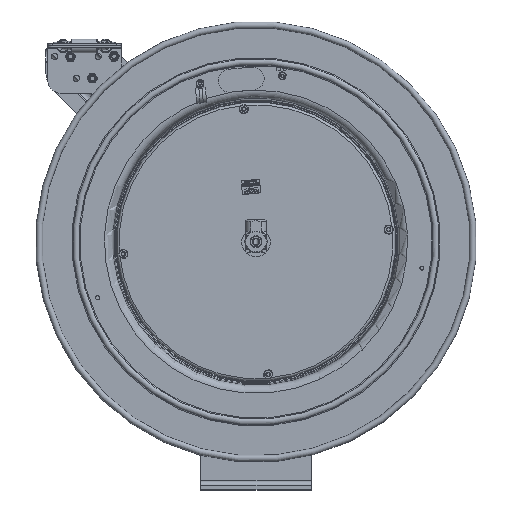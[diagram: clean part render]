
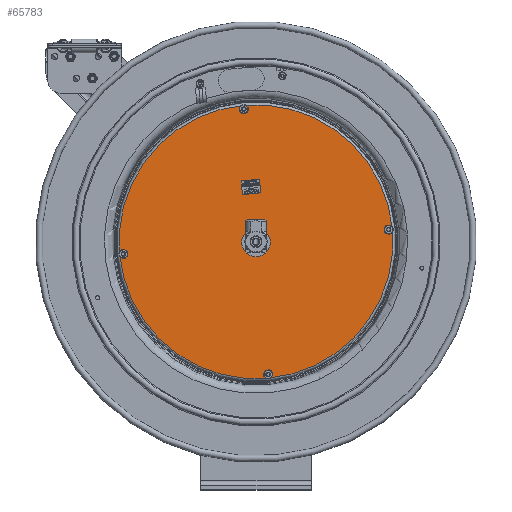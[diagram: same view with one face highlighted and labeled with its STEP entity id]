
A CAD part, top view. The second image highlights one B-rep face of the part: STEP entity #65783.
In plain terms, the highlighted planar face has unit normal (0, 0, 1).
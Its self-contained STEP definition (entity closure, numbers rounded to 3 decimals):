
#3244=FACE_BOUND('',#7559,.T.);
#3245=FACE_BOUND('',#7560,.T.);
#3246=FACE_BOUND('',#7561,.T.);
#3247=FACE_BOUND('',#7562,.T.);
#3248=FACE_BOUND('',#7563,.T.);
#3667=PLANE('',#68690);
#4999=FACE_OUTER_BOUND('',#7558,.T.);
#7558=EDGE_LOOP('',(#46159));
#7559=EDGE_LOOP('',(#46160));
#7560=EDGE_LOOP('',(#46161));
#7561=EDGE_LOOP('',(#46162));
#7562=EDGE_LOOP('',(#46163));
#7563=EDGE_LOOP('',(#46164));
#23360=CIRCLE('',#68691,7.455);
#23361=CIRCLE('',#68692,0.655);
#23362=CIRCLE('',#68693,0.14);
#23363=CIRCLE('',#68694,0.14);
#23364=CIRCLE('',#68695,0.14);
#23365=CIRCLE('',#68696,0.14);
#25847=VERTEX_POINT('',#89250);
#25848=VERTEX_POINT('',#89252);
#25849=VERTEX_POINT('',#89254);
#25850=VERTEX_POINT('',#89256);
#25851=VERTEX_POINT('',#89258);
#25852=VERTEX_POINT('',#89260);
#34639=EDGE_CURVE('',#25847,#25847,#23360,.T.);
#34640=EDGE_CURVE('',#25848,#25848,#23361,.T.);
#34641=EDGE_CURVE('',#25849,#25849,#23362,.T.);
#34642=EDGE_CURVE('',#25850,#25850,#23363,.T.);
#34643=EDGE_CURVE('',#25851,#25851,#23364,.T.);
#34644=EDGE_CURVE('',#25852,#25852,#23365,.T.);
#46159=ORIENTED_EDGE('',*,*,#34639,.F.);
#46160=ORIENTED_EDGE('',*,*,#34640,.T.);
#46161=ORIENTED_EDGE('',*,*,#34641,.T.);
#46162=ORIENTED_EDGE('',*,*,#34642,.T.);
#46163=ORIENTED_EDGE('',*,*,#34643,.T.);
#46164=ORIENTED_EDGE('',*,*,#34644,.T.);
#65783=ADVANCED_FACE('',(#4999,#3244,#3245,#3246,#3247,#3248),#3667,.T.);
#68690=AXIS2_PLACEMENT_3D('',#89249,#73422,#73423);
#68691=AXIS2_PLACEMENT_3D('',#89251,#73424,#73425);
#68692=AXIS2_PLACEMENT_3D('',#89253,#73426,#73427);
#68693=AXIS2_PLACEMENT_3D('',#89255,#73428,#73429);
#68694=AXIS2_PLACEMENT_3D('',#89257,#73430,#73431);
#68695=AXIS2_PLACEMENT_3D('',#89259,#73432,#73433);
#68696=AXIS2_PLACEMENT_3D('',#89261,#73434,#73435);
#73422=DIRECTION('center_axis',(0.,0.,
1.));
#73423=DIRECTION('ref_axis',(0.996,0.091,0.));
#73424=DIRECTION('center_axis',(0.,0.,
-1.));
#73425=DIRECTION('ref_axis',(0.996,0.091,0.));
#73426=DIRECTION('center_axis',(0.,0.,
-1.));
#73427=DIRECTION('ref_axis',(-0.996,-0.091,0.));
#73428=DIRECTION('center_axis',(0.,0.,
-1.));
#73429=DIRECTION('ref_axis',(0.996,0.091,0.));
#73430=DIRECTION('center_axis',(0.,0.,
-1.));
#73431=DIRECTION('ref_axis',(0.996,0.091,0.));
#73432=DIRECTION('center_axis',(0.,0.,
-1.));
#73433=DIRECTION('ref_axis',(0.996,0.091,0.));
#73434=DIRECTION('center_axis',(0.,0.,
-1.));
#73435=DIRECTION('ref_axis',(0.996,0.091,0.));
#89249=CARTESIAN_POINT('Origin',(0.,-0.01,
4.685));
#89250=CARTESIAN_POINT('',(-7.424,-0.691,4.685));
#89251=CARTESIAN_POINT('Origin',(0.,-0.01,
4.685));
#89252=CARTESIAN_POINT('',(0.652,0.05,4.685));
#89253=CARTESIAN_POINT('Origin',(0.,-0.01,
4.685));
#89254=CARTESIAN_POINT('',(7.359,0.665,4.685));
#89255=CARTESIAN_POINT('Origin',(7.22,0.652,4.685));
#89256=CARTESIAN_POINT('',(0.802,-7.217,4.685));
#89257=CARTESIAN_POINT('Origin',(0.662,-7.23,4.685));
#89258=CARTESIAN_POINT('',(-0.523,7.222,4.685));
#89259=CARTESIAN_POINT('Origin',(-0.662,7.21,4.685));
#89260=CARTESIAN_POINT('',(-7.08,-0.659,4.685));
#89261=CARTESIAN_POINT('Origin',(-7.22,-0.672,4.685));
